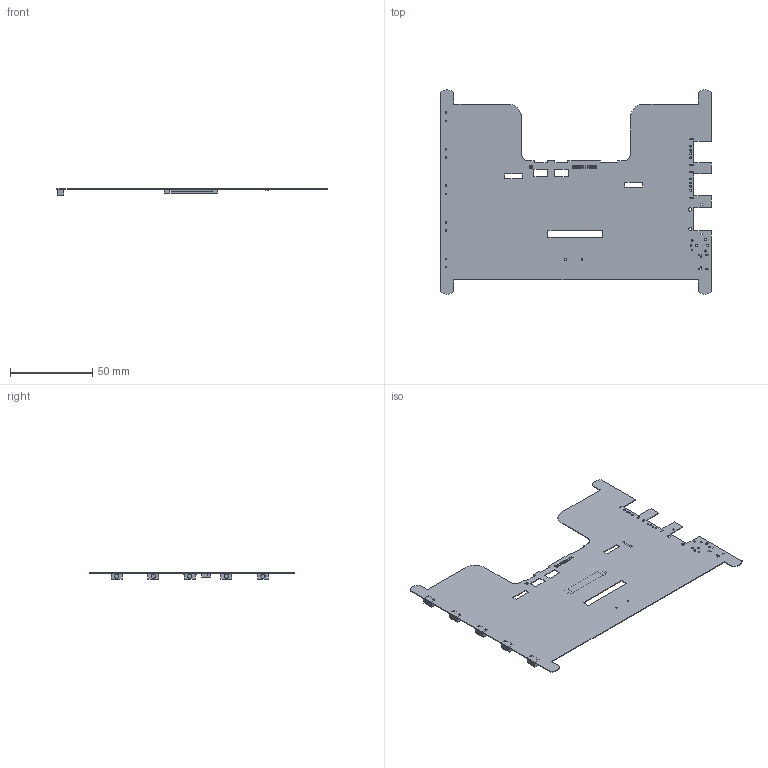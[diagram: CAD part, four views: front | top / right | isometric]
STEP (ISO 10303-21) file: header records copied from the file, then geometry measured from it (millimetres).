
FILE_DESCRIPTION(('Open CASCADE Model'),'2;1');
FILE_NAME('Open CASCADE Shape Model','2024-01-26T13:37:31',('Author'),( 'Open CASCADE'),'Open CASCADE STEP processor 6.8','Open CASCADE 6.8' ,'Unknown');
FILE_SCHEMA(('AUTOMOTIVE_DESIGN { 1 0 10303 214 1 1 1 1 }'));
Length unit declared in the file: millimetre
Products named in the file (27): PCB; Board; C110; CAPC1608(0603); C111; U10_R1; RESC1608(0603); U10_R2; U10_R3; Up/Left; 939484352; Extruded; 1012885744; Cylinder; Source; Menu; Down/Right; Power; P1; 939484896; 939482040; 939482176; 939482312
Assembly tree (39 placements, depth 4):
  PCB
    Board
    C110
      CAPC1608(0603)
    C111
      CAPC1608(0603)
    U10_R1
      RESC1608(0603)
    U10_R2
      RESC1608(0603)
    U10_R3
      RESC1608(0603)
    Up/Left
      939484352
        Extruded
      1012885744
        Cylinder
    Source
      939484352
        Extruded
      1012885744
        Cylinder
    Menu
      939484352
        Extruded
      1012885744
        Cylinder
    Down/Right
      939484352
        Extruded
      1012885744
        Cylinder
    Power
      939484352
        Extruded
      1012885744
        Cylinder
    P1
      939484896  x2
        Extruded
      939482040
        Extruded
      939482176  x2
        Extruded
      939482312
        Extruded
Bounding box: 165.03 x 124.31 x 4.01 mm (x, y, z)
Volume: 6906.6 mm3; surface area: 31681.1 mm2
Topology: 22 solids, 22 shells, 551 faces, 1381 edges, 838 vertices
Faces by surface type: plane 271, cylinder 240, sphere 40
Full cylindrical faces by diameter (mm): 0.56 x20, 0.762 x2, 1 x11, 1.143 x2, 1.27 x2, 1.397 x2, 2 x2, 2.6 x5
Entity records: 31395 total; most frequent: CARTESIAN_POINT 10748, DIRECTION 3680, LINE 2152, VECTOR 2152, ORIENTED_EDGE 1996, PCURVE 1996, DEFINITIONAL_REPRESENTATION 1996, EDGE_CURVE 998
